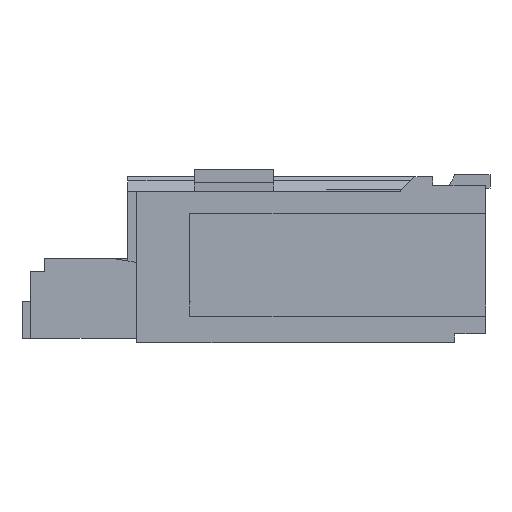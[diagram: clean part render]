
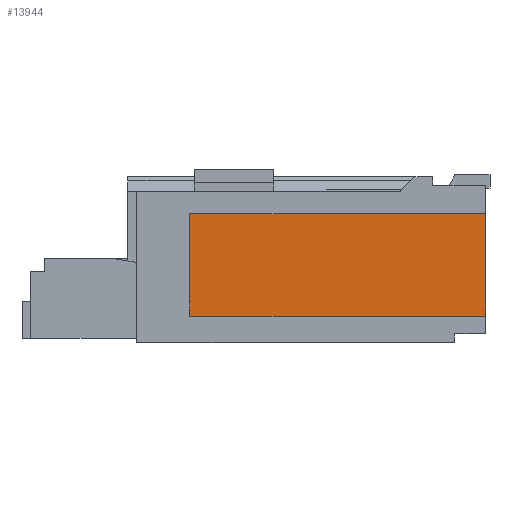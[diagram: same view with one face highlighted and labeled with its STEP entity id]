
A CAD part, left-side view. The second image highlights one B-rep face of the part: STEP entity #13944.
In plain terms, the highlighted planar face has unit normal (-1, 0, 0).
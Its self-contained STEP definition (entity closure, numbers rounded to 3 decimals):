
#4098=DIRECTION('',(0.,-1.,0.));
#4099=VECTOR('',#4098,3.35);
#4100=CARTESIAN_POINT('',(-5.35,3.35,-1.58));
#4101=LINE('',#4100,#4099);
#4106=DIRECTION('',(0.,0.,-1.));
#4107=VECTOR('',#4106,1.16);
#4108=CARTESIAN_POINT('',(-5.35,0.,-0.42));
#4109=LINE('',#4108,#4107);
#4142=DIRECTION('',(0.,0.,1.));
#4143=VECTOR('',#4142,1.16);
#4144=CARTESIAN_POINT('',(-5.35,3.35,-1.58));
#4145=LINE('',#4144,#4143);
#6529=DIRECTION('',(0.,-1.,0.));
#6530=VECTOR('',#6529,3.35);
#6531=CARTESIAN_POINT('',(-5.35,3.35,-0.42));
#6532=LINE('',#6531,#6530);
#7359=CARTESIAN_POINT('',(-5.35,0.,-1.58));
#7361=VERTEX_POINT('',#7359);
#7363=CARTESIAN_POINT('',(-5.35,0.,-0.42));
#7365=VERTEX_POINT('',#7363);
#7371=CARTESIAN_POINT('',(-5.35,3.35,-1.58));
#7372=CARTESIAN_POINT('',(-5.35,3.35,-0.42));
#7373=VERTEX_POINT('',#7371);
#7374=VERTEX_POINT('',#7372);
#13931=CARTESIAN_POINT('',(-5.35,3.35,-1.58));
#13932=DIRECTION('',(1.,0.,0.));
#13933=DIRECTION('',(0.,-1.,0.));
#13934=AXIS2_PLACEMENT_3D('',#13931,#13932,#13933);
#13935=PLANE('',#13934);
#13936=ORIENTED_EDGE('',*,*,#13895,.T.);
#13937=ORIENTED_EDGE('',*,*,#13884,.F.);
#13939=ORIENTED_EDGE('',*,*,#13938,.T.);
#13941=ORIENTED_EDGE('',*,*,#13940,.T.);
#13942=EDGE_LOOP('',(#13936,#13937,#13939,#13941));
#13943=FACE_OUTER_BOUND('',#13942,.F.);
#13944=ADVANCED_FACE('',(#13943),#13935,.F.);
#13884=EDGE_CURVE('',#7373,#7361,#4101,.T.);
#13895=EDGE_CURVE('',#7365,#7361,#4109,.T.);
#13938=EDGE_CURVE('',#7373,#7374,#4145,.T.);
#13940=EDGE_CURVE('',#7374,#7365,#6532,.T.);
